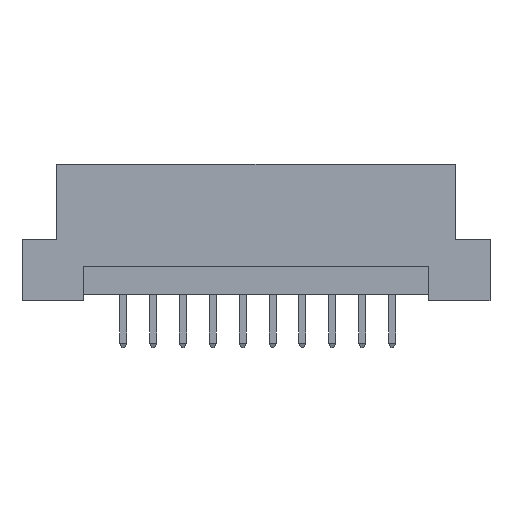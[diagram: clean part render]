
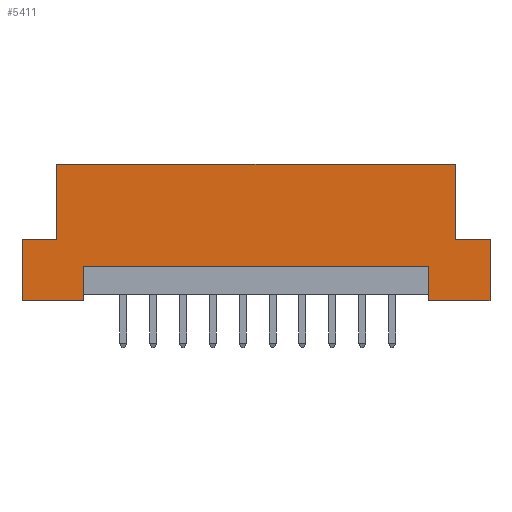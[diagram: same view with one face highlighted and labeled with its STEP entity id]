
A CAD part, front view. The second image highlights one B-rep face of the part: STEP entity #5411.
In plain terms, the highlighted planar face has unit normal (0, -1, 0).
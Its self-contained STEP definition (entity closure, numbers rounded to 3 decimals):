
#35 = EDGE_CURVE ( 'NONE', #3872, #1471, #3676, .T. ) ;
#157 = DIRECTION ( 'NONE',  ( 0., 0., -1. ) ) ;
#485 = CARTESIAN_POINT ( 'NONE',  ( 19.9, 0., 5.2 ) ) ;
#520 = CARTESIAN_POINT ( 'NONE',  ( 16.94, 0., 5.2 ) ) ;
#564 = VERTEX_POINT ( 'NONE', #4638 ) ;
#634 = VECTOR ( 'NONE', #3397, 1000. ) ;
#671 = CARTESIAN_POINT ( 'NONE',  ( -14.69, 0., 0.5 ) ) ;
#674 = ORIENTED_EDGE ( 'NONE', *, *, #1939, .F. ) ;
#731 = CARTESIAN_POINT ( 'NONE',  ( 14.69, 0., 2.9 ) ) ;
#737 = VERTEX_POINT ( 'NONE', #1265 ) ;
#900 = CARTESIAN_POINT ( 'NONE',  ( -19.9, 0., 0. ) ) ;
#926 = ORIENTED_EDGE ( 'NONE', *, *, #2110, .F. ) ;
#943 = CARTESIAN_POINT ( 'NONE',  ( 16.94, 0., 11.6 ) ) ;
#993 = EDGE_CURVE ( 'NONE', #6300, #2614, #4153, .T. ) ;
#1036 = CARTESIAN_POINT ( 'NONE',  ( -19.9, 0., 0. ) ) ;
#1040 = VECTOR ( 'NONE', #1692, 1000. ) ;
#1046 = DIRECTION ( 'NONE',  ( -1., 0., 0. ) ) ;
#1179 = LINE ( 'NONE', #1614, #1656 ) ;
#1180 = CARTESIAN_POINT ( 'NONE',  ( 19.9, 0., 0. ) ) ;
#1243 = VERTEX_POINT ( 'NONE', #943 ) ;
#1265 = CARTESIAN_POINT ( 'NONE',  ( -16.94, 0., 11.6 ) ) ;
#1308 = FACE_OUTER_BOUND ( 'NONE', #4483, .T. ) ;
#1451 = EDGE_CURVE ( 'NONE', #2614, #1775, #3714, .T. ) ;
#1463 = ORIENTED_EDGE ( 'NONE', *, *, #6670, .T. ) ;
#1471 = VERTEX_POINT ( 'NONE', #1180 ) ;
#1475 = VECTOR ( 'NONE', #5726, 1000. ) ;
#1488 = VECTOR ( 'NONE', #3333, 1000. ) ;
#1614 = CARTESIAN_POINT ( 'NONE',  ( -19.9, 0., 0. ) ) ;
#1642 = VECTOR ( 'NONE', #1046, 1000. ) ;
#1656 = VECTOR ( 'NONE', #6319, 1000. ) ;
#1692 = DIRECTION ( 'NONE',  ( 1., 0., 0. ) ) ;
#1732 = CARTESIAN_POINT ( 'NONE',  ( -19.9, 0., 11.6 ) ) ;
#1742 = EDGE_CURVE ( 'NONE', #3636, #1243, #5148, .T. ) ;
#1775 = VERTEX_POINT ( 'NONE', #5282 ) ;
#1776 = DIRECTION ( 'NONE',  ( -1., 0., 0. ) ) ;
#1931 = LINE ( 'NONE', #6638, #2568 ) ;
#1939 = EDGE_CURVE ( 'NONE', #1775, #564, #4344, .T. ) ;
#1947 = EDGE_CURVE ( 'NONE', #3736, #5792, #6411, .T. ) ;
#1976 = ORIENTED_EDGE ( 'NONE', *, *, #1742, .T. ) ;
#2110 = EDGE_CURVE ( 'NONE', #3636, #3872, #1931, .T. ) ;
#2180 = LINE ( 'NONE', #671, #1475 ) ;
#2250 = DIRECTION ( 'NONE',  ( 0., 0., 1. ) ) ;
#2273 = CARTESIAN_POINT ( 'NONE',  ( -14.69, 0., 2.9 ) ) ;
#2292 = ORIENTED_EDGE ( 'NONE', *, *, #5109, .F. ) ;
#2544 = VECTOR ( 'NONE', #6379, 1000. ) ;
#2562 = DIRECTION ( 'NONE',  ( 1., 0., 0. ) ) ;
#2568 = VECTOR ( 'NONE', #2562, 1000. ) ;
#2614 = VERTEX_POINT ( 'NONE', #900 ) ;
#2624 = ORIENTED_EDGE ( 'NONE', *, *, #993, .F. ) ;
#2661 = CARTESIAN_POINT ( 'NONE',  ( -19.9, 0., 0. ) ) ;
#2884 = LINE ( 'NONE', #4984, #1488 ) ;
#2984 = CARTESIAN_POINT ( 'NONE',  ( -16.94, 0., 5.2 ) ) ;
#3091 = CARTESIAN_POINT ( 'NONE',  ( 16.94, 0., 5.2 ) ) ;
#3167 = DIRECTION ( 'NONE',  ( 0., 0., 1. ) ) ;
#3177 = CARTESIAN_POINT ( 'NONE',  ( 14.69, 0., 0. ) ) ;
#3180 = ORIENTED_EDGE ( 'NONE', *, *, #3563, .F. ) ;
#3213 = EDGE_CURVE ( 'NONE', #1471, #5654, #1179, .T. ) ;
#3311 = VECTOR ( 'NONE', #3167, 1000. ) ;
#3331 = DIRECTION ( 'NONE',  ( 0., 1., 0. ) ) ;
#3333 = DIRECTION ( 'NONE',  ( 0., 0., -1. ) ) ;
#3397 = DIRECTION ( 'NONE',  ( 1., 0., 0. ) ) ;
#3563 = EDGE_CURVE ( 'NONE', #5792, #6300, #2180, .T. ) ;
#3636 = VERTEX_POINT ( 'NONE', #3091 ) ;
#3676 = LINE ( 'NONE', #4276, #4993 ) ;
#3714 = LINE ( 'NONE', #1036, #3311 ) ;
#3736 = VERTEX_POINT ( 'NONE', #6422 ) ;
#3872 = VERTEX_POINT ( 'NONE', #485 ) ;
#4001 = DIRECTION ( 'NONE',  ( 0., 0., 1. ) ) ;
#4151 = ORIENTED_EDGE ( 'NONE', *, *, #1947, .F. ) ;
#4153 = LINE ( 'NONE', #2661, #1642 ) ;
#4276 = CARTESIAN_POINT ( 'NONE',  ( 19.9, 0., 0. ) ) ;
#4344 = LINE ( 'NONE', #5419, #634 ) ;
#4406 = AXIS2_PLACEMENT_3D ( 'NONE', #5352, #3331, #2250 ) ;
#4417 = VECTOR ( 'NONE', #1776, 1000. ) ;
#4444 = ORIENTED_EDGE ( 'NONE', *, *, #4552, .F. ) ;
#4483 = EDGE_LOOP ( 'NONE', ( #4151, #1463, #5835, #5592, #926, #1976, #4444, #2292, #674, #6472, #2624, #3180 ) ) ;
#4552 = EDGE_CURVE ( 'NONE', #737, #1243, #4845, .T. ) ;
#4638 = CARTESIAN_POINT ( 'NONE',  ( -16.94, 0., 5.2 ) ) ;
#4845 = LINE ( 'NONE', #1732, #1040 ) ;
#4897 = CARTESIAN_POINT ( 'NONE',  ( -14.69, 0., 0. ) ) ;
#4984 = CARTESIAN_POINT ( 'NONE',  ( 14.69, 0., 0.5 ) ) ;
#4993 = VECTOR ( 'NONE', #157, 1000. ) ;
#5047 = VECTOR ( 'NONE', #4001, 1000. ) ;
#5109 = EDGE_CURVE ( 'NONE', #564, #737, #5120, .T. ) ;
#5120 = LINE ( 'NONE', #2984, #5047 ) ;
#5148 = LINE ( 'NONE', #520, #2544 ) ;
#5282 = CARTESIAN_POINT ( 'NONE',  ( -19.9, 0., 5.2 ) ) ;
#5352 = CARTESIAN_POINT ( 'NONE',  ( -19.9, 0., 11.6 ) ) ;
#5411 = ADVANCED_FACE ( 'NONE', ( #1308 ), #5833, .F. ) ;
#5419 = CARTESIAN_POINT ( 'NONE',  ( -19.9, 0., 5.2 ) ) ;
#5592 = ORIENTED_EDGE ( 'NONE', *, *, #35, .F. ) ;
#5654 = VERTEX_POINT ( 'NONE', #3177 ) ;
#5726 = DIRECTION ( 'NONE',  ( 0., 0., -1. ) ) ;
#5792 = VERTEX_POINT ( 'NONE', #2273 ) ;
#5833 = PLANE ( 'NONE',  #4406 ) ;
#5835 = ORIENTED_EDGE ( 'NONE', *, *, #3213, .F. ) ;
#6300 = VERTEX_POINT ( 'NONE', #4897 ) ;
#6319 = DIRECTION ( 'NONE',  ( -1., 0., 0. ) ) ;
#6379 = DIRECTION ( 'NONE',  ( 0., 0., 1. ) ) ;
#6411 = LINE ( 'NONE', #731, #4417 ) ;
#6422 = CARTESIAN_POINT ( 'NONE',  ( 14.69, 0., 2.9 ) ) ;
#6472 = ORIENTED_EDGE ( 'NONE', *, *, #1451, .F. ) ;
#6638 = CARTESIAN_POINT ( 'NONE',  ( 19.9, 0., 5.2 ) ) ;
#6670 = EDGE_CURVE ( 'NONE', #3736, #5654, #2884, .T. ) ;
